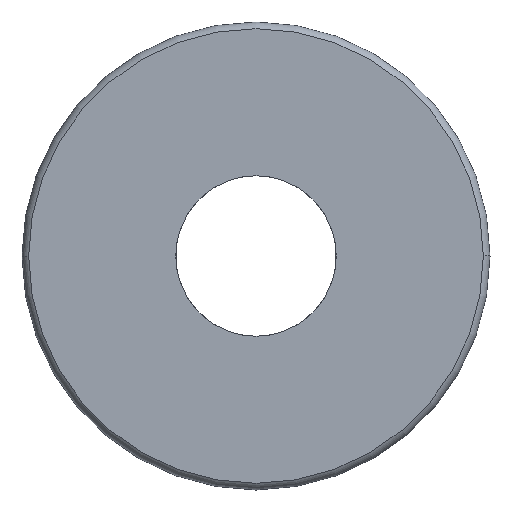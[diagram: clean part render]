
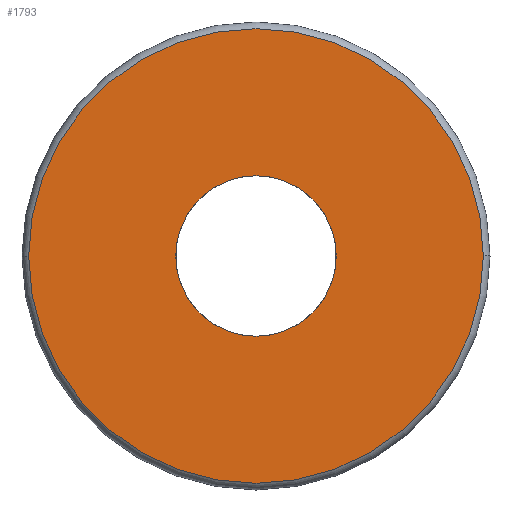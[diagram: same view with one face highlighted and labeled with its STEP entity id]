
A CAD part, front view. The second image highlights one B-rep face of the part: STEP entity #1793.
In plain terms, the highlighted planar face has unit normal (0, -1, 0).
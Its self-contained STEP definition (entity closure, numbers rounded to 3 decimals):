
#25 = AXIS2_PLACEMENT_3D ( 'NONE', #2504, #1145, #531 ) ;
#53 = CARTESIAN_POINT ( 'NONE',  ( 0., 0., 17. ) ) ;
#63 = CARTESIAN_POINT ( 'NONE',  ( 0., 0., 0. ) ) ;
#141 = AXIS2_PLACEMENT_3D ( 'NONE', #1996, #2347, #344 ) ;
#274 = FACE_BOUND ( 'NONE', #446, .T. ) ;
#340 = VERTEX_POINT ( 'NONE', #53 ) ;
#344 = DIRECTION ( 'NONE',  ( 0., 0., -1. ) ) ;
#419 = CARTESIAN_POINT ( 'NONE',  ( 0., 0., -17. ) ) ;
#446 = EDGE_LOOP ( 'NONE', ( #1884, #1795 ) ) ;
#531 = DIRECTION ( 'NONE',  ( 0., 0., -1. ) ) ;
#934 = CIRCLE ( 'NONE', #25, 17. ) ;
#1017 = DIRECTION ( 'NONE',  ( 0., -1., 0. ) ) ;
#1029 = AXIS2_PLACEMENT_3D ( 'NONE', #1036, #1017, #2335 ) ;
#1036 = CARTESIAN_POINT ( 'NONE',  ( 0., 0., 0. ) ) ;
#1145 = DIRECTION ( 'NONE',  ( 0., -1., 0. ) ) ;
#1253 = EDGE_LOOP ( 'NONE', ( #1391, #1990 ) ) ;
#1267 = DIRECTION ( 'NONE',  ( 0., 0., -1. ) ) ;
#1391 = ORIENTED_EDGE ( 'NONE', *, *, #3339, .T. ) ;
#1514 = CARTESIAN_POINT ( 'NONE',  ( 0., 0., -6. ) ) ;
#1728 = EDGE_CURVE ( 'NONE', #3921, #2902, #2601, .T. ) ;
#1793 = ADVANCED_FACE ( 'NONE', ( #3245, #274 ), #3963, .T. ) ;
#1795 = ORIENTED_EDGE ( 'NONE', *, *, #1728, .F. ) ;
#1884 = ORIENTED_EDGE ( 'NONE', *, *, #2324, .F. ) ;
#1990 = ORIENTED_EDGE ( 'NONE', *, *, #3009, .T. ) ;
#1996 = CARTESIAN_POINT ( 'NONE',  ( 0., 0., 0. ) ) ;
#2324 = EDGE_CURVE ( 'NONE', #2902, #3921, #4045, .T. ) ;
#2335 = DIRECTION ( 'NONE',  ( 0., 0., -1. ) ) ;
#2347 = DIRECTION ( 'NONE',  ( 0., -1., 0. ) ) ;
#2400 = VERTEX_POINT ( 'NONE', #419 ) ;
#2419 = DIRECTION ( 'NONE',  ( 0., 0., -1. ) ) ;
#2504 = CARTESIAN_POINT ( 'NONE',  ( 0., 0., 0. ) ) ;
#2601 = CIRCLE ( 'NONE', #141, 6. ) ;
#2652 = AXIS2_PLACEMENT_3D ( 'NONE', #63, #3754, #2419 ) ;
#2902 = VERTEX_POINT ( 'NONE', #1514 ) ;
#2916 = CARTESIAN_POINT ( 'NONE',  ( 17., 0., 0. ) ) ;
#3009 = EDGE_CURVE ( 'NONE', #340, #2400, #934, .T. ) ;
#3245 = FACE_OUTER_BOUND ( 'NONE', #1253, .T. ) ;
#3339 = EDGE_CURVE ( 'NONE', #2400, #340, #3513, .T. ) ;
#3451 = CARTESIAN_POINT ( 'NONE',  ( 0., 0., 6. ) ) ;
#3513 = CIRCLE ( 'NONE', #1029, 17. ) ;
#3754 = DIRECTION ( 'NONE',  ( 0., -1., 0. ) ) ;
#3921 = VERTEX_POINT ( 'NONE', #3451 ) ;
#3963 = PLANE ( 'NONE',  #3976 ) ;
#3976 = AXIS2_PLACEMENT_3D ( 'NONE', #2916, #4247, #1267 ) ;
#4045 = CIRCLE ( 'NONE', #2652, 6. ) ;
#4247 = DIRECTION ( 'NONE',  ( 0., -1., 0. ) ) ;
